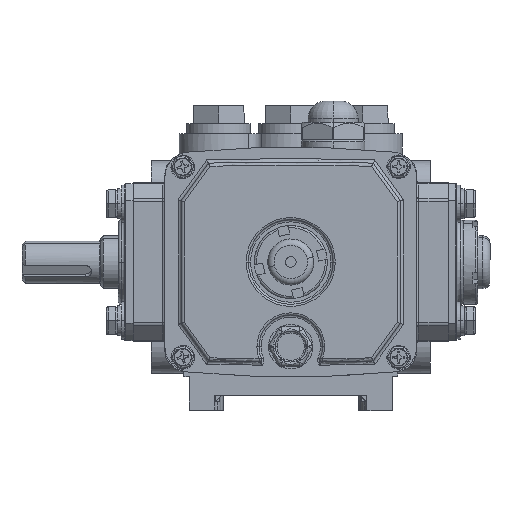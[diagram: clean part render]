
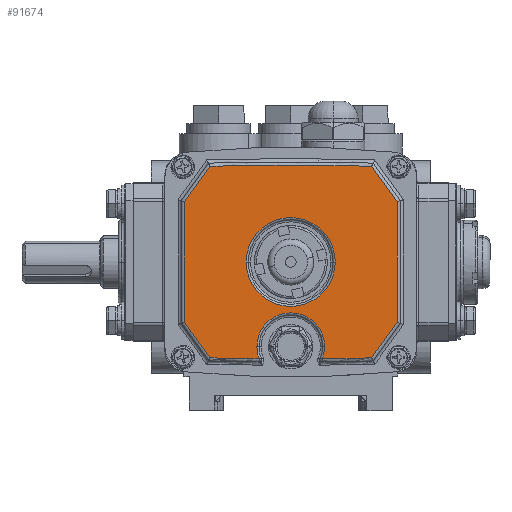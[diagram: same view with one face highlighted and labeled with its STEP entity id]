
A CAD part, top view. The second image highlights one B-rep face of the part: STEP entity #91674.
In plain terms, the highlighted planar face has unit normal (0, 0, 1).
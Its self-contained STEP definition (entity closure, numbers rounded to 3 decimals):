
#1217 = DIRECTION ( 'NONE',  ( 0., 0., -1. ) ) ;
#3026 = DIRECTION ( 'NONE',  ( -1., 0., 0. ) ) ;
#3281 = CIRCLE ( 'NONE', #45663, 0.63 ) ;
#4369 = CARTESIAN_POINT ( 'NONE',  ( -1.505, -0.365, 9.596 ) ) ;
#5105 = CARTESIAN_POINT ( 'NONE',  ( -1.978, -53.95, 9.596 ) ) ;
#5265 = CIRCLE ( 'NONE', #26848, 0.63 ) ;
#7150 = CARTESIAN_POINT ( 'NONE',  ( 0., 1.417, 9.596 ) ) ;
#10276 = DIRECTION ( 'NONE',  ( 0., 0., -1. ) ) ;
#10932 = DIRECTION ( 'NONE',  ( -1., 0., 0. ) ) ;
#11417 = ORIENTED_EDGE ( 'NONE', *, *, #79085, .T. ) ;
#12289 = DIRECTION ( 'NONE',  ( -0.583, -0.812, 0. ) ) ;
#12323 = CARTESIAN_POINT ( 'NONE',  ( 24.398, -36.425, 9.596 ) ) ;
#12334 = ORIENTED_EDGE ( 'NONE', *, *, #45780, .T. ) ;
#14977 = DIRECTION ( 'NONE',  ( -1., 0., 0. ) ) ;
#15729 = ORIENTED_EDGE ( 'NONE', *, *, #71538, .T. ) ;
#15960 = FACE_BOUND ( 'NONE', #98903, .T. ) ;
#16422 = AXIS2_PLACEMENT_3D ( 'NONE', #46427, #101071, #54298 ) ;
#16494 = VECTOR ( 'NONE', #97963, 39.37 ) ;
#17290 = CIRCLE ( 'NONE', #42558, 57.169 ) ;
#17491 = VERTEX_POINT ( 'NONE', #71970 ) ;
#18209 = CARTESIAN_POINT ( 'NONE',  ( -1.978, 0.295, 9.596 ) ) ;
#18244 = CARTESIAN_POINT ( 'NONE',  ( -1.505, 3.2, 9.596 ) ) ;
#19280 = EDGE_CURVE ( 'NONE', #32228, #46898, #99431, .T. ) ;
#20124 = DIRECTION ( 'NONE',  ( 0., 0., 1. ) ) ;
#22529 = DIRECTION ( 'NONE',  ( 0.583, 0.812, 0. ) ) ;
#22692 = AXIS2_PLACEMENT_3D ( 'NONE', #7150, #61695, #14977 ) ;
#24661 = ORIENTED_EDGE ( 'NONE', *, *, #86342, .T. ) ;
#25812 = CARTESIAN_POINT ( 'NONE',  ( 0., -0.157, 9.596 ) ) ;
#26671 = DIRECTION ( 'NONE',  ( 0., 0., 1. ) ) ;
#26848 = AXIS2_PLACEMENT_3D ( 'NONE', #47853, #1217, #55734 ) ;
#27344 = VECTOR ( 'NONE', #12289, 39.37 ) ;
#28029 = VERTEX_POINT ( 'NONE', #85723 ) ;
#29818 = LINE ( 'NONE', #82225, #27344 ) ;
#30446 = DIRECTION ( 'NONE',  ( 0., 1., 0. ) ) ;
#31649 = CIRCLE ( 'NONE', #16422, 0.827 ) ;
#32018 = EDGE_CURVE ( 'NONE', #45718, #28029, #3281, .T. ) ;
#32228 = VERTEX_POINT ( 'NONE', #93345 ) ;
#33666 = DIRECTION ( 'NONE',  ( -1., 0., 0. ) ) ;
#33852 = VECTOR ( 'NONE', #75061, 39.37 ) ;
#34060 = VERTEX_POINT ( 'NONE', #18244 ) ;
#34497 = CIRCLE ( 'NONE', #84470, 57.169 ) ;
#35670 = CARTESIAN_POINT ( 'NONE',  ( 0., -0.157, 9.596 ) ) ;
#36948 = DIRECTION ( 'NONE',  ( -0.583, 0.812, 0. ) ) ;
#37201 = CARTESIAN_POINT ( 'NONE',  ( -0.827, 1.417, 9.596 ) ) ;
#37876 = VECTOR ( 'NONE', #22529, 39.37 ) ;
#38328 = EDGE_CURVE ( 'NONE', #43210, #74238, #70789, .T. ) ;
#41777 = EDGE_CURVE ( 'NONE', #64013, #86579, #91548, .T. ) ;
#42558 = AXIS2_PLACEMENT_3D ( 'NONE', #96536, #49742, #3026 ) ;
#43210 = VERTEX_POINT ( 'NONE', #65506 ) ;
#43509 = DIRECTION ( 'NONE',  ( -1., 0., 0. ) ) ;
#45663 = AXIS2_PLACEMENT_3D ( 'NONE', #25812, #80466, #33666 ) ;
#45718 = VERTEX_POINT ( 'NONE', #81547 ) ;
#45780 = EDGE_CURVE ( 'NONE', #34060, #89702, #29818, .T. ) ;
#46427 = CARTESIAN_POINT ( 'NONE',  ( 0., 1.417, 9.596 ) ) ;
#46524 = CARTESIAN_POINT ( 'NONE',  ( -0.589, -0.382, 9.596 ) ) ;
#46634 = ORIENTED_EDGE ( 'NONE', *, *, #76337, .T. ) ;
#46665 = CARTESIAN_POINT ( 'NONE',  ( 1.505, 3.2, 9.596 ) ) ;
#46898 = VERTEX_POINT ( 'NONE', #37201 ) ;
#47853 = CARTESIAN_POINT ( 'NONE',  ( 0., -0.157, 9.596 ) ) ;
#49742 = DIRECTION ( 'NONE',  ( 0., 0., 1. ) ) ;
#49965 = VECTOR ( 'NONE', #30446, 39.37 ) ;
#54298 = DIRECTION ( 'NONE',  ( -1., 0., 0. ) ) ;
#54819 = AXIS2_PLACEMENT_3D ( 'NONE', #66880, #20124, #74763 ) ;
#55065 = CARTESIAN_POINT ( 'NONE',  ( -1.978, 2.54, 9.596 ) ) ;
#55734 = DIRECTION ( 'NONE',  ( -1., 0., 0. ) ) ;
#56968 = EDGE_CURVE ( 'NONE', #74238, #81911, #81000, .T. ) ;
#57334 = AXIS2_PLACEMENT_3D ( 'NONE', #35670, #90323, #43509 ) ;
#59401 = CARTESIAN_POINT ( 'NONE',  ( 1.978, 2.54, 9.596 ) ) ;
#60089 = ORIENTED_EDGE ( 'NONE', *, *, #69367, .T. ) ;
#60317 = ORIENTED_EDGE ( 'NONE', *, *, #100659, .T. ) ;
#60825 = ORIENTED_EDGE ( 'NONE', *, *, #19280, .T. ) ;
#61060 = ORIENTED_EDGE ( 'NONE', *, *, #56968, .T. ) ;
#61518 = CARTESIAN_POINT ( 'NONE',  ( 1.978, -53.95, 9.596 ) ) ;
#61695 = DIRECTION ( 'NONE',  ( 0., 0., -1. ) ) ;
#62685 = VECTOR ( 'NONE', #36948, 39.37 ) ;
#64013 = VERTEX_POINT ( 'NONE', #4369 ) ;
#65506 = CARTESIAN_POINT ( 'NONE',  ( 1.978, 0.295, 9.596 ) ) ;
#66880 = CARTESIAN_POINT ( 'NONE',  ( 0., 56.785, 9.596 ) ) ;
#67739 = VERTEX_POINT ( 'NONE', #88167 ) ;
#68128 = ORIENTED_EDGE ( 'NONE', *, *, #38328, .T. ) ;
#69321 = CARTESIAN_POINT ( 'NONE',  ( -24.398, -36.425, 9.596 ) ) ;
#69367 = EDGE_CURVE ( 'NONE', #17491, #43210, #76989, .T. ) ;
#70789 = LINE ( 'NONE', #61518, #49965 ) ;
#71538 = EDGE_CURVE ( 'NONE', #89702, #89869, #77881, .T. ) ;
#71761 = CIRCLE ( 'NONE', #57334, 0.63 ) ;
#71970 = CARTESIAN_POINT ( 'NONE',  ( 1.505, -0.365, 9.596 ) ) ;
#72959 = ORIENTED_EDGE ( 'NONE', *, *, #32018, .T. ) ;
#73495 = CARTESIAN_POINT ( 'NONE',  ( 0., -53.95, 9.596 ) ) ;
#73861 = EDGE_LOOP ( 'NONE', ( #92504, #24661, #72959, #98807, #11417, #60089, #68128, #61060, #86318, #12334, #15729, #46634 ) ) ;
#74238 = VERTEX_POINT ( 'NONE', #59401 ) ;
#74763 = DIRECTION ( 'NONE',  ( -1., 0., 0. ) ) ;
#75061 = DIRECTION ( 'NONE',  ( 0., -1., 0. ) ) ;
#75774 = FACE_OUTER_BOUND ( 'NONE', #73861, .T. ) ;
#76326 = LINE ( 'NONE', #12323, #16494 ) ;
#76337 = EDGE_CURVE ( 'NONE', #89869, #64013, #76326, .T. ) ;
#76989 = LINE ( 'NONE', #69321, #37876 ) ;
#77881 = LINE ( 'NONE', #5105, #33852 ) ;
#79085 = EDGE_CURVE ( 'NONE', #67739, #17491, #17290, .T. ) ;
#80466 = DIRECTION ( 'NONE',  ( 0., 0., -1. ) ) ;
#81000 = LINE ( 'NONE', #83759, #62685 ) ;
#81327 = DIRECTION ( 'NONE',  ( -1., 0., 0. ) ) ;
#81547 = CARTESIAN_POINT ( 'NONE',  ( -0.63, -0.157, 9.596 ) ) ;
#81911 = VERTEX_POINT ( 'NONE', #46665 ) ;
#82225 = CARTESIAN_POINT ( 'NONE',  ( -28.072, -33.786, 9.596 ) ) ;
#83759 = CARTESIAN_POINT ( 'NONE',  ( 28.072, -33.786, 9.596 ) ) ;
#84470 = AXIS2_PLACEMENT_3D ( 'NONE', #73495, #26671, #81327 ) ;
#85723 = CARTESIAN_POINT ( 'NONE',  ( 0.63, -0.157, 9.596 ) ) ;
#86318 = ORIENTED_EDGE ( 'NONE', *, *, #89931, .T. ) ;
#86342 = EDGE_CURVE ( 'NONE', #86579, #45718, #71761, .T. ) ;
#86579 = VERTEX_POINT ( 'NONE', #46524 ) ;
#88167 = CARTESIAN_POINT ( 'NONE',  ( 0.589, -0.382, 9.596 ) ) ;
#88499 = AXIS2_PLACEMENT_3D ( 'NONE', #96574, #10276, #10932 ) ;
#88749 = PLANE ( 'NONE',  #88499 ) ;
#89702 = VERTEX_POINT ( 'NONE', #55065 ) ;
#89781 = EDGE_CURVE ( 'NONE', #28029, #67739, #5265, .T. ) ;
#89869 = VERTEX_POINT ( 'NONE', #18209 ) ;
#89931 = EDGE_CURVE ( 'NONE', #81911, #34060, #34497, .T. ) ;
#90323 = DIRECTION ( 'NONE',  ( 0., 0., -1. ) ) ;
#91548 = CIRCLE ( 'NONE', #54819, 57.169 ) ;
#91674 = ADVANCED_FACE ( 'NONE', ( #15960, #75774 ), #88749, .F. ) ;
#92504 = ORIENTED_EDGE ( 'NONE', *, *, #41777, .T. ) ;
#93345 = CARTESIAN_POINT ( 'NONE',  ( 0.827, 1.417, 9.596 ) ) ;
#96536 = CARTESIAN_POINT ( 'NONE',  ( 0., 56.785, 9.596 ) ) ;
#96574 = CARTESIAN_POINT ( 'NONE',  ( 0., -53.95, 9.596 ) ) ;
#97963 = DIRECTION ( 'NONE',  ( 0.583, -0.812, 0. ) ) ;
#98807 = ORIENTED_EDGE ( 'NONE', *, *, #89781, .T. ) ;
#98903 = EDGE_LOOP ( 'NONE', ( #60317, #60825 ) ) ;
#99431 = CIRCLE ( 'NONE', #22692, 0.827 ) ;
#100659 = EDGE_CURVE ( 'NONE', #46898, #32228, #31649, .T. ) ;
#101071 = DIRECTION ( 'NONE',  ( 0., 0., -1. ) ) ;
